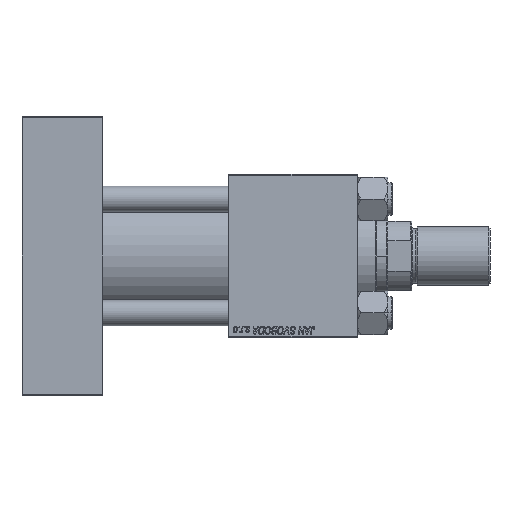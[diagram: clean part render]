
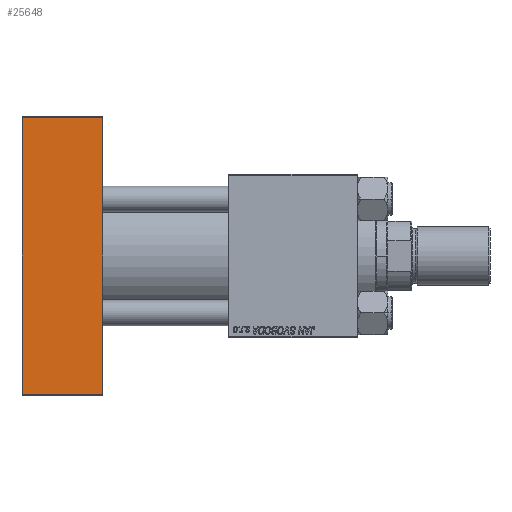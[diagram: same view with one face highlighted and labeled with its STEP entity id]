
A CAD part, front view. The second image highlights one B-rep face of the part: STEP entity #25648.
In plain terms, the highlighted planar face has unit normal (0, -1, 0).
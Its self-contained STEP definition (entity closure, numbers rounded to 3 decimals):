
#1708 = CARTESIAN_POINT ( 'NONE',  ( 37., -37.5, 63.5 ) ) ;
#2036 = CARTESIAN_POINT ( 'NONE',  ( 0., -37.5, -63.5 ) ) ;
#3463 = LINE ( 'NONE', #19648, #24549 ) ;
#3997 = DIRECTION ( 'NONE',  ( 1., 0., 0. ) ) ;
#9098 = VERTEX_POINT ( 'NONE', #51199 ) ;
#9293 = AXIS2_PLACEMENT_3D ( 'NONE', #44344, #24154, #15402 ) ;
#9923 = LINE ( 'NONE', #1708, #28594 ) ;
#10055 = VECTOR ( 'NONE', #31944, 1000. ) ;
#11507 = EDGE_LOOP ( 'NONE', ( #24722, #42341, #24764, #24166 ) ) ;
#12984 = LINE ( 'NONE', #20177, #45710 ) ;
#13906 = DIRECTION ( 'NONE',  ( -1., 0., 0. ) ) ;
#15402 = DIRECTION ( 'NONE',  ( 0., 0., 1. ) ) ;
#19648 = CARTESIAN_POINT ( 'NONE',  ( 37., -37.5, -63.5 ) ) ;
#20177 = CARTESIAN_POINT ( 'NONE',  ( 37., -37.5, 64. ) ) ;
#21740 = CARTESIAN_POINT ( 'NONE',  ( 37., -37.5, 63.5 ) ) ;
#23494 = VERTEX_POINT ( 'NONE', #21740 ) ;
#24154 = DIRECTION ( 'NONE',  ( 0., 1., 0. ) ) ;
#24166 = ORIENTED_EDGE ( 'NONE', *, *, #45899, .T. ) ;
#24549 = VECTOR ( 'NONE', #3997, 1000. ) ;
#24722 = ORIENTED_EDGE ( 'NONE', *, *, #52094, .T. ) ;
#24764 = ORIENTED_EDGE ( 'NONE', *, *, #24884, .F. ) ;
#24884 = EDGE_CURVE ( 'NONE', #23494, #9098, #12984, .T. ) ;
#25648 = ADVANCED_FACE ( 'NONE', ( #40355 ), #51761, .F. ) ;
#25677 = EDGE_CURVE ( 'NONE', #39550, #9098, #3463, .T. ) ;
#27620 = VERTEX_POINT ( 'NONE', #29191 ) ;
#28594 = VECTOR ( 'NONE', #13906, 1000. ) ;
#29191 = CARTESIAN_POINT ( 'NONE',  ( 0., -37.5, 63.5 ) ) ;
#31944 = DIRECTION ( 'NONE',  ( 0., 0., -1. ) ) ;
#39550 = VERTEX_POINT ( 'NONE', #2036 ) ;
#40355 = FACE_OUTER_BOUND ( 'NONE', #11507, .T. ) ;
#40616 = DIRECTION ( 'NONE',  ( 0., 0., -1. ) ) ;
#42341 = ORIENTED_EDGE ( 'NONE', *, *, #25677, .T. ) ;
#43635 = CARTESIAN_POINT ( 'NONE',  ( 0., -37.5, 64. ) ) ;
#44344 = CARTESIAN_POINT ( 'NONE',  ( 37., -37.5, 64. ) ) ;
#45710 = VECTOR ( 'NONE', #40616, 1000. ) ;
#45899 = EDGE_CURVE ( 'NONE', #23494, #27620, #9923, .T. ) ;
#51199 = CARTESIAN_POINT ( 'NONE',  ( 37., -37.5, -63.5 ) ) ;
#51321 = LINE ( 'NONE', #43635, #10055 ) ;
#51761 = PLANE ( 'NONE',  #9293 ) ;
#52094 = EDGE_CURVE ( 'NONE', #27620, #39550, #51321, .T. ) ;
